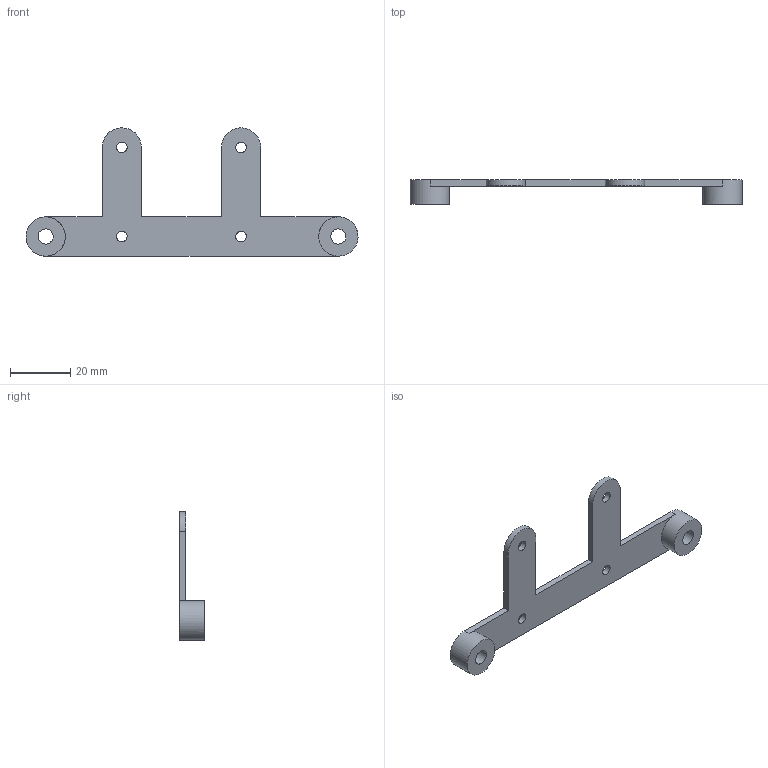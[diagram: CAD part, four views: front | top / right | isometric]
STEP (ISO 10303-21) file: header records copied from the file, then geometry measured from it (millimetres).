
FILE_DESCRIPTION(/* description */ (''),/* implementation_level */ '2;1');
FILE_NAME(/* name */ 'Discus_Mount_ThermalPrinter_Board',/* time_stamp */ '2022-02-20T23:14:22+01:00',/* author */ (''),/* organization */ (''),/* preprocessor_version */ 'ST-DEVELOPER v16.5',/* originating_system */ 'Rhino 7.15',/* authorisation */ '');
FILE_SCHEMA (('CONFIG_CONTROL_DESIGN'));
Length unit declared in the file: millimetre
Products named in the file (1): Document
Bounding box: 110 x 8 x 42.49 mm (x, y, z)
Volume: 5451.3 mm3; surface area: 5606.3 mm2
Topology: 1 solids, 1 shells, 22 faces, 60 edges, 40 vertices
Faces by surface type: plane 12, cylinder 10
Full cylindrical faces by diameter (mm): 3.5 x4, 5 x2, 13 x2
Entity records: 805 total; most frequent: CARTESIAN_POINT 337, ORIENTED_EDGE 120, EDGE_CURVE 60, VERTEX_POINT 40, EDGE_LOOP 34, DIRECTION 26, AXIS2_PLACEMENT_3D 24, ADVANCED_FACE 22
